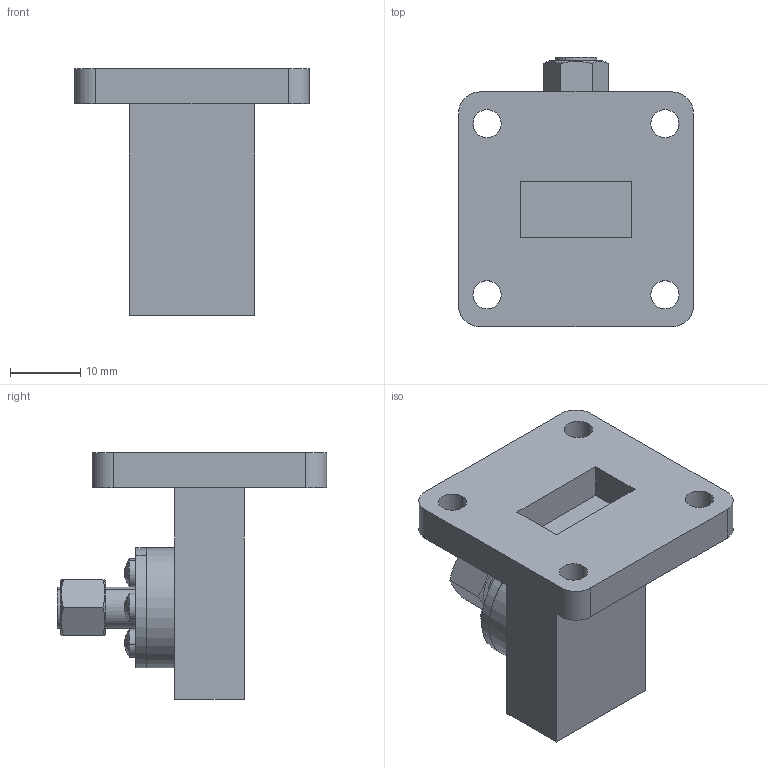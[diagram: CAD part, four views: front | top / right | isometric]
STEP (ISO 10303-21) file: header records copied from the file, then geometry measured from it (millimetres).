
FILE_DESCRIPTION (( 'STEP AP203' ), '1' );
FILE_NAME ('SWC-62SM-R5.STEP', '2019-11-26T23:35:38', ( '' ), ( '' ), 'SwSTEP 2.0', 'SolidWorks 2016', '' );
FILE_SCHEMA (( 'CONFIG_CONTROL_DESIGN' ));
Length unit declared in the file: inch
Products named in the file (1): SWC-62SM-R5
Bounding box: 33.3 x 38.25 x 35 mm (x, y, z)
Volume: 11600.3 mm3; surface area: 6742 mm2
Topology: 6 solids, 7 shells, 155 faces, 378 edges, 250 vertices
Faces by surface type: plane 81, cylinder 62, bspline 6, cone 6
Entity records: 4881 total; most frequent: CARTESIAN_POINT 1188, ORIENTED_EDGE 756, DIRECTION 742, EDGE_CURVE 378, AXIS2_PLACEMENT_3D 292, VERTEX_POINT 250, EDGE_LOOP 182, VECTOR 158
